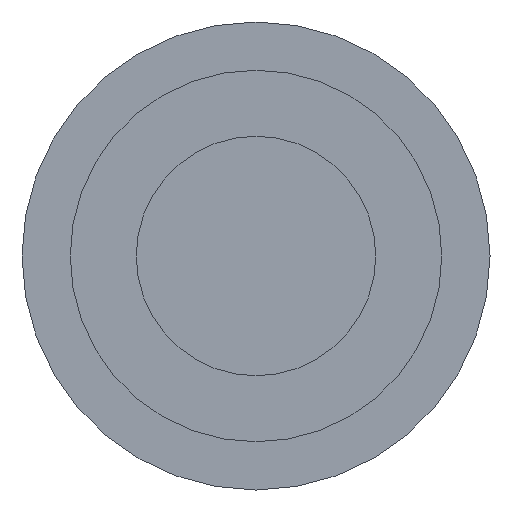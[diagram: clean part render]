
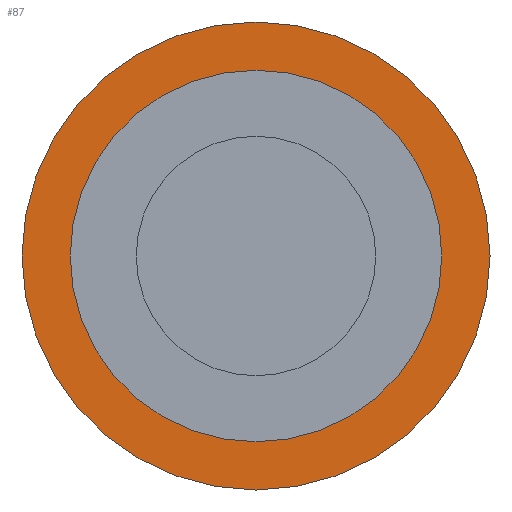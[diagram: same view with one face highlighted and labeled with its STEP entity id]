
A CAD part, front view. The second image highlights one B-rep face of the part: STEP entity #87.
In plain terms, the highlighted planar face has unit normal (0, -1, 0).
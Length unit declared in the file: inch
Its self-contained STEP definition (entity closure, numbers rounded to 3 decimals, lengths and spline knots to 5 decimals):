
#15=FACE_BOUND('',#31,.T.);
#18=PLANE('',#118);
#23=FACE_OUTER_BOUND('',#30,.T.);
#30=EDGE_LOOP('',(#69));
#31=EDGE_LOOP('',(#70));
#45=CIRCLE('',#119,0.3);
#46=CIRCLE('',#120,0.23819);
#51=VERTEX_POINT('',#167);
#52=VERTEX_POINT('',#169);
#58=EDGE_CURVE('',#51,#51,#45,.T.);
#59=EDGE_CURVE('',#52,#52,#46,.T.);
#69=ORIENTED_EDGE('',*,*,#58,.T.);
#70=ORIENTED_EDGE('',*,*,#59,.F.);
#87=ADVANCED_FACE('',(#23,#15),#18,.F.);
#118=AXIS2_PLACEMENT_3D('',#166,#138,#139);
#119=AXIS2_PLACEMENT_3D('',#168,#140,#141);
#120=AXIS2_PLACEMENT_3D('',#170,#142,#143);
#138=DIRECTION('center_axis',(0.,1.,0.));
#139=DIRECTION('ref_axis',(0.,0.,1.));
#140=DIRECTION('center_axis',(0.,-1.,0.));
#141=DIRECTION('ref_axis',(1.,0.,0.));
#142=DIRECTION('center_axis',(0.,-1.,0.));
#143=DIRECTION('ref_axis',(-1.,0.,0.));
#166=CARTESIAN_POINT('Origin',(0.,2.65,0.));
#167=CARTESIAN_POINT('',(-0.3,2.65,0.));
#168=CARTESIAN_POINT('Origin',(0.,2.65,0.));
#169=CARTESIAN_POINT('',(0.23819,2.65,0.));
#170=CARTESIAN_POINT('Origin',(0.,2.65,0.));
